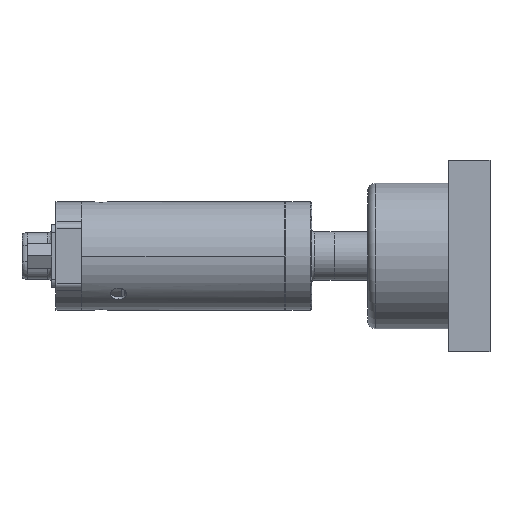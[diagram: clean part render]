
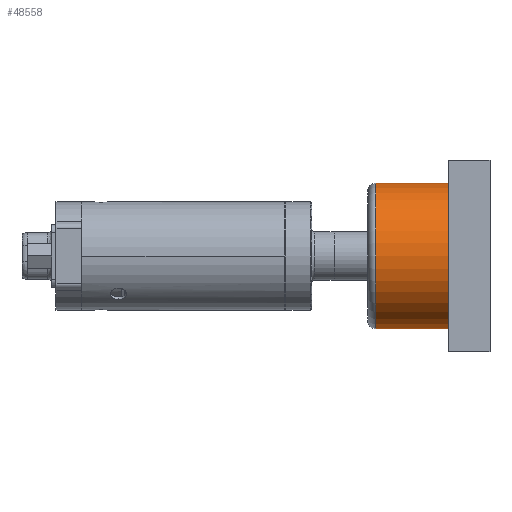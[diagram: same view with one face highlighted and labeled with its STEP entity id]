
A CAD part, left-side view. The second image highlights one B-rep face of the part: STEP entity #48558.
In plain terms, the highlighted cylindrical face has radius 14.351 mm (diameter 28.702 mm), a partial arc.
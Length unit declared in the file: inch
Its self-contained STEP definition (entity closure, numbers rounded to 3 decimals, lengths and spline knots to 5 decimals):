
#1827 = CIRCLE ( 'NONE', #42392, 0.565 ) ;
#4065 = CARTESIAN_POINT ( 'NONE',  ( -0.08229, 0.89391, -0.69701 ) ) ;
#5667 = CARTESIAN_POINT ( 'NONE',  ( -0.08229, 0.89391, -1.26201 ) ) ;
#6034 = VERTEX_POINT ( 'NONE', #45254 ) ;
#8015 = VERTEX_POINT ( 'NONE', #24819 ) ;
#12435 = VERTEX_POINT ( 'NONE', #20334 ) ;
#13630 = LINE ( 'NONE', #5667, #44122 ) ;
#13732 = DIRECTION ( 'NONE',  ( 0., 1., 0. ) ) ;
#15613 = ORIENTED_EDGE ( 'NONE', *, *, #36783, .T. ) ;
#16027 = DIRECTION ( 'NONE',  ( 0., 0., 1. ) ) ;
#16409 = AXIS2_PLACEMENT_3D ( 'NONE', #31915, #13732, #46892 ) ;
#16505 = LINE ( 'NONE', #20487, #26707 ) ;
#17940 = ORIENTED_EDGE ( 'NONE', *, *, #23154, .T. ) ;
#18473 = EDGE_LOOP ( 'NONE', ( #19086, #15613, #17940, #45364 ) ) ;
#19086 = ORIENTED_EDGE ( 'NONE', *, *, #22663, .F. ) ;
#19230 = DIRECTION ( 'NONE',  ( 0., 0., -1. ) ) ;
#19251 = CARTESIAN_POINT ( 'NONE',  ( -0.08229, 0.83391, -0.69701 ) ) ;
#20334 = CARTESIAN_POINT ( 'NONE',  ( -0.08229, 0.83391, -1.26201 ) ) ;
#20487 = CARTESIAN_POINT ( 'NONE',  ( -0.08229, 0.89391, -0.13201 ) ) ;
#22663 = EDGE_CURVE ( 'NONE', #8015, #25589, #16505, .T. ) ;
#23154 = EDGE_CURVE ( 'NONE', #12435, #6034, #13630, .T. ) ;
#24819 = CARTESIAN_POINT ( 'NONE',  ( -0.08229, 0.83391, -0.13201 ) ) ;
#25589 = VERTEX_POINT ( 'NONE', #27830 ) ;
#26707 = VECTOR ( 'NONE', #38919, 39.37008 ) ;
#26737 = FACE_OUTER_BOUND ( 'NONE', #18473, .T. ) ;
#26996 = DIRECTION ( 'NONE',  ( 0., -1., 0. ) ) ;
#27830 = CARTESIAN_POINT ( 'NONE',  ( -0.08229, 0.26391, -0.13201 ) ) ;
#30238 = CYLINDRICAL_SURFACE ( 'NONE', #32392, 0.565 ) ;
#31915 = CARTESIAN_POINT ( 'NONE',  ( -0.08229, 0.26391, -0.69701 ) ) ;
#32060 = DIRECTION ( 'NONE',  ( 0., -1., 0. ) ) ;
#32392 = AXIS2_PLACEMENT_3D ( 'NONE', #4065, #42667, #19230 ) ;
#36783 = EDGE_CURVE ( 'NONE', #8015, #12435, #1827, .T. ) ;
#37880 = CIRCLE ( 'NONE', #16409, 0.565 ) ;
#38919 = DIRECTION ( 'NONE',  ( 0., -1., 0. ) ) ;
#41807 = EDGE_CURVE ( 'NONE', #6034, #25589, #37880, .T. ) ;
#42392 = AXIS2_PLACEMENT_3D ( 'NONE', #19251, #26996, #16027 ) ;
#42667 = DIRECTION ( 'NONE',  ( 0., -1., 0. ) ) ;
#44122 = VECTOR ( 'NONE', #32060, 39.37008 ) ;
#45254 = CARTESIAN_POINT ( 'NONE',  ( -0.08229, 0.26391, -1.26201 ) ) ;
#45364 = ORIENTED_EDGE ( 'NONE', *, *, #41807, .T. ) ;
#46892 = DIRECTION ( 'NONE',  ( 0., 0., -1. ) ) ;
#48558 = ADVANCED_FACE ( 'NONE', ( #26737 ), #30238, .T. ) ;
